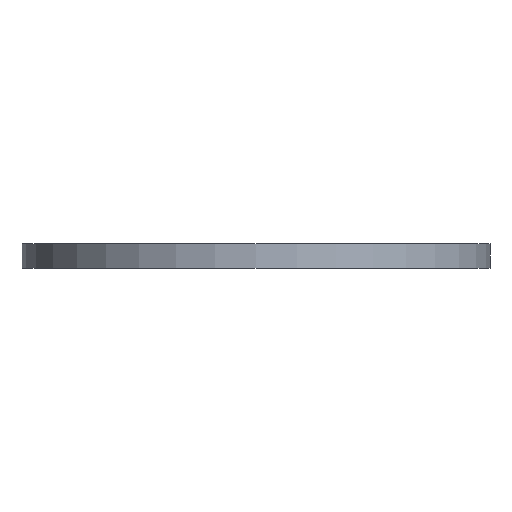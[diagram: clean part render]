
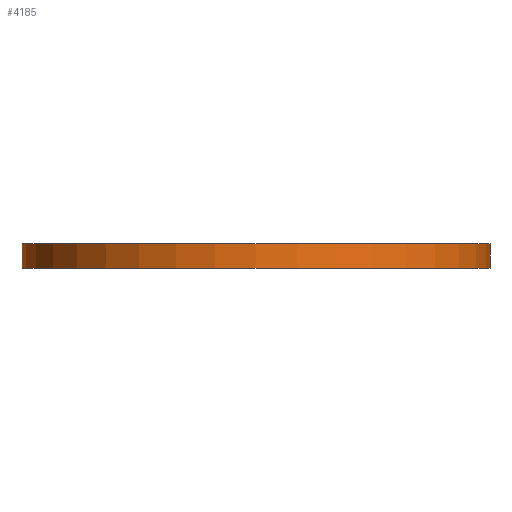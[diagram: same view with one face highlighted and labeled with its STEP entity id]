
A CAD part, front view. The second image highlights one B-rep face of the part: STEP entity #4185.
In plain terms, the highlighted cylindrical face has radius 19 mm (diameter 38 mm), a partial arc.
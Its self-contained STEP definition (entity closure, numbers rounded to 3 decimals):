
#2778=CARTESIAN_POINT('',(0.,0.,0.));
#2779=DIRECTION('',(0.,0.,1.));
#2780=DIRECTION('',(-1.,0.,0.));
#2781=AXIS2_PLACEMENT_3D('',#2778,#2779,#2780);
#2802=DIRECTION('',(0.,0.,1.));
#2803=VECTOR('',#2802,2.);
#2804=CARTESIAN_POINT('',(19.,0.,0.));
#2805=LINE('',#2804,#2803);
#2809=DIRECTION('',(0.,0.,1.));
#2810=VECTOR('',#2809,2.);
#2811=CARTESIAN_POINT('',(-19.,0.,0.));
#2812=LINE('',#2811,#2810);
#2824=CARTESIAN_POINT('',(0.,0.,2.));
#2825=DIRECTION('',(0.,0.,-1.));
#2826=DIRECTION('',(1.,0.,0.));
#2827=AXIS2_PLACEMENT_3D('',#2824,#2825,#2826);
#3918=CARTESIAN_POINT('',(19.,0.,0.));
#3919=CARTESIAN_POINT('',(-19.,0.,0.));
#3920=VERTEX_POINT('',#3918);
#3921=VERTEX_POINT('',#3919);
#3926=CARTESIAN_POINT('',(19.,0.,2.));
#3927=VERTEX_POINT('',#3926);
#3928=CARTESIAN_POINT('',(-19.,0.,2.));
#3929=VERTEX_POINT('',#3928);
#4173=CARTESIAN_POINT('',(0.,0.,0.));
#4174=DIRECTION('',(0.,0.,1.));
#4175=DIRECTION('',(1.,0.,0.));
#4176=AXIS2_PLACEMENT_3D('',#4173,#4174,#4175);
#4177=CYLINDRICAL_SURFACE('',#4176,19.);
#4178=ORIENTED_EDGE('',*,*,#4133,.F.);
#4179=ORIENTED_EDGE('',*,*,#4161,.T.);
#4181=ORIENTED_EDGE('',*,*,#4180,.F.);
#4182=ORIENTED_EDGE('',*,*,#4157,.F.);
#4183=EDGE_LOOP('',(#4178,#4179,#4181,#4182));
#4184=FACE_OUTER_BOUND('',#4183,.F.);
#2782=CIRCLE('',#2781,19.);
#2828=CIRCLE('',#2827,19.);
#4133=EDGE_CURVE('',#3921,#3920,#2782,.T.);
#4157=EDGE_CURVE('',#3920,#3927,#2805,.T.);
#4161=EDGE_CURVE('',#3921,#3929,#2812,.T.);
#4180=EDGE_CURVE('',#3927,#3929,#2828,.T.);
#4185=ADVANCED_FACE('',(#4184),#4177,.T.);
